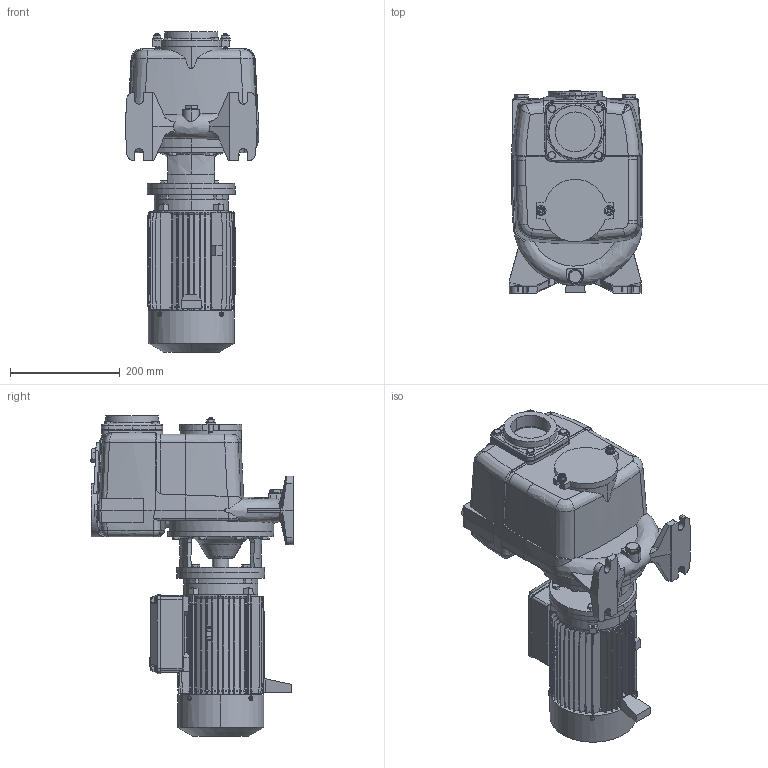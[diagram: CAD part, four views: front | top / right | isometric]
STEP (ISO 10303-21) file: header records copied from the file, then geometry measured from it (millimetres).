
FILE_DESCRIPTION (( 'STEP AP214' ), '1' );
FILE_NAME ('4_93_531_04_REV00.step', '2022-06-28T12:35:10', ( '' ), ( '' ), 'SwSTEP 2.0', 'SolidWorks 2020', '' );
FILE_SCHEMA (( 'AUTOMOTIVE_DESIGN' ));
Length unit declared in the file: millimetre
Products named in the file (2): Copia di 4_93_531_04_REV00^4_93_531_04_REV00; 4_93_531_04_REV00
Assembly tree (1 placements, depth 2):
  4_93_531_04_REV00
    Copia di 4_93_531_04_REV00^4_93_531_04_REV00
Bounding box: 243.01 x 368.34 x 583 mm (x, y, z)
Volume: 17979452.6 mm3; surface area: 1093304.2 mm2
Topology: 35 solids, 35 shells, 3198 faces, 8669 edges, 5662 vertices
Faces by surface type: plane 1205, bspline 1187, cylinder 448, cone 336, sphere 16, torus 6
Entity records: 147936 total; most frequent: CARTESIAN_POINT 74207, ORIENTED_EDGE 17314, DIRECTION 11484, EDGE_CURVE 8657, VERTEX_POINT 5662, LINE 5152, VECTOR 5152, EDGE_LOOP 3403
